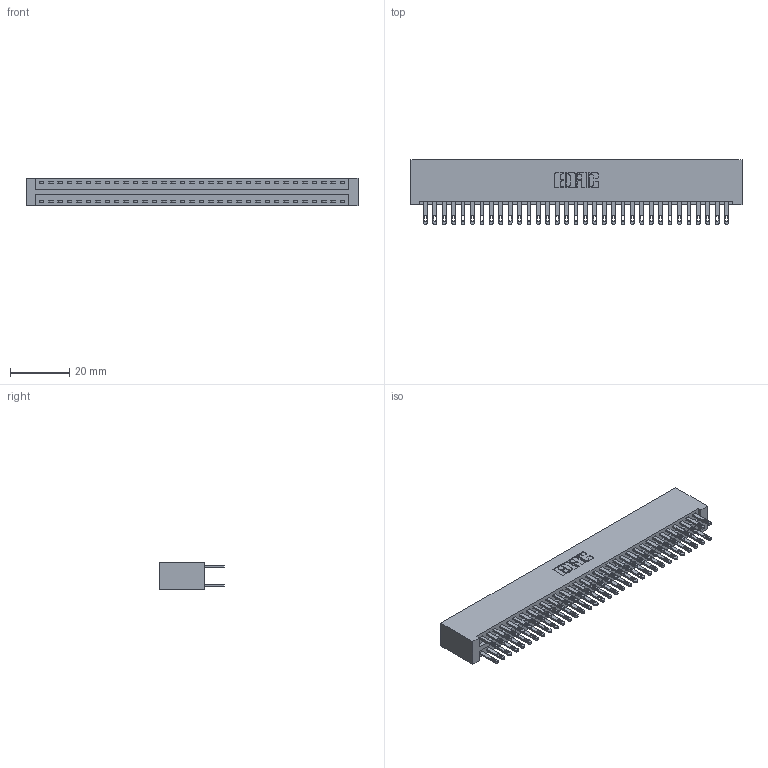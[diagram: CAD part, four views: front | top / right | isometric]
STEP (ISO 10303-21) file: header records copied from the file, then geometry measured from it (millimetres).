
FILE_DESCRIPTION (( 'STEP AP203' ), '1' );
FILE_NAME ('896-066-500-201.STEP', '2021-07-28T00:49:41', ( '' ), ( '' ), 'SwSTEP 2.0', 'SolidWorks 2020', '' );
FILE_SCHEMA (( 'CONFIG_CONTROL_DESIGN' ));
Length unit declared in the file: inch
Products named in the file (3): 846 Part_No Mounting Lugs; 896-066-500-201; 345-292-001_345-293-100
Assembly tree (67 placements, depth 2):
  896-066-500-201
    846 Part_No Mounting Lugs
    345-292-001_345-293-100  x66
Bounding box: 112.01 x 21.84 x 9.4 mm (x, y, z)
Volume: 11627.8 mm3; surface area: 16695.7 mm2
Topology: 67 solids, 67 shells, 3282 faces, 10007 edges, 6670 vertices
Faces by surface type: plane 1986, cylinder 1296
Entity records: 22401 total; most frequent: CARTESIAN_POINT 3700, ORIENTED_EDGE 3634, DIRECTION 3309, EDGE_CURVE 1817, LINE 1557, VECTOR 1557, VERTEX_POINT 1210, AXIS2_PLACEMENT_3D 876
